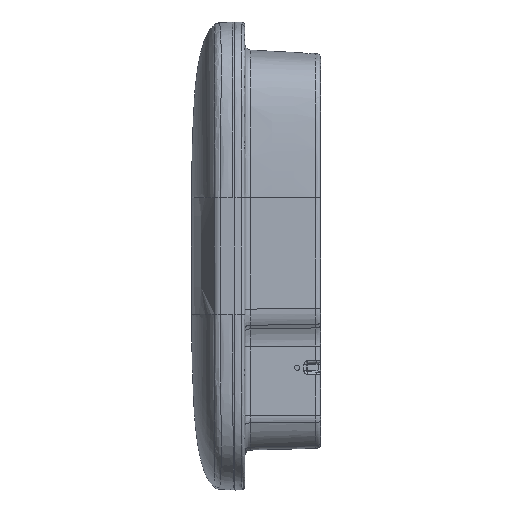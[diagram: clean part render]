
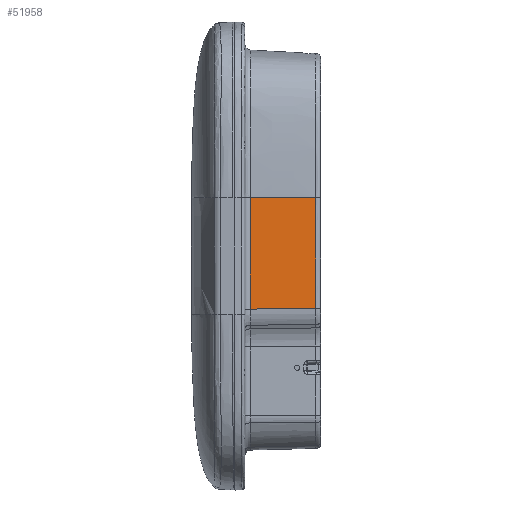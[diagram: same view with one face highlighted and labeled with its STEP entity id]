
A CAD part, left-side view. The second image highlights one B-rep face of the part: STEP entity #51958.
In plain terms, the highlighted planar face has unit normal (-0.999, -0.052, 0).
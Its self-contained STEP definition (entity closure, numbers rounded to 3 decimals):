
#11605=CARTESIAN_POINT('',(-100.618,-95.994,
45.));
#11730=CARTESIAN_POINT('',(-103.277,-45.264,
45.));
#13149=DIRECTION('',(0.,0.,-1.));
#13150=VECTOR('',#13149,85.273);
#13151=CARTESIAN_POINT('',(-100.618,-95.994,
45.));
#13152=LINE('',#13151,#13150);
#13153=DIRECTION('',(0.052,-0.999,0.014));
#13154=VECTOR('',#13153,50.804);
#13155=CARTESIAN_POINT('',(-103.277,-45.264,
-40.986));
#13156=LINE('',#13155,#13154);
#13157=DIRECTION('',(0.,0.,-1.));
#13158=VECTOR('',#13157,85.986);
#13159=CARTESIAN_POINT('',(-103.277,-45.264,
45.));
#13160=LINE('',#13159,#13158);
#13161=DIRECTION('',(0.052,-0.999,0.));
#13162=VECTOR('',#13161,50.799);
#13163=CARTESIAN_POINT('',(-103.277,-45.264,
45.));
#13164=LINE('',#13163,#13162);
#13172=CARTESIAN_POINT('',(-103.277,-45.264,
-40.986));
#24350=VERTEX_POINT('',#11730);
#24398=VERTEX_POINT('',#13172);
#24761=VERTEX_POINT('',#11605);
#24764=CARTESIAN_POINT('',(-100.618,-95.994,
-40.273));
#24765=VERTEX_POINT('',#24764);
#51946=CARTESIAN_POINT('',(-103.5,-41.,51.409));
#51947=DIRECTION('',(-0.999,-0.052,0.));
#51948=DIRECTION('',(0.,0.,-1.));
#51949=AXIS2_PLACEMENT_3D('',#51946,#51947,#51948);
#51950=PLANE('',#51949);
#51951=ORIENTED_EDGE('',*,*,#47586,.T.);
#51953=ORIENTED_EDGE('',*,*,#51952,.F.);
#51954=ORIENTED_EDGE('',*,*,#48522,.F.);
#51955=ORIENTED_EDGE('',*,*,#46481,.T.);
#51956=EDGE_LOOP('',(#51951,#51953,#51954,#51955));
#51957=FACE_OUTER_BOUND('',#51956,.F.);
#51958=ADVANCED_FACE('',(#51957),#51950,.T.);
#46481=EDGE_CURVE('',#24350,#24761,#13164,.T.);
#47586=EDGE_CURVE('',#24761,#24765,#13152,.T.);
#48522=EDGE_CURVE('',#24350,#24398,#13160,.T.);
#51952=EDGE_CURVE('',#24398,#24765,#13156,.T.);
